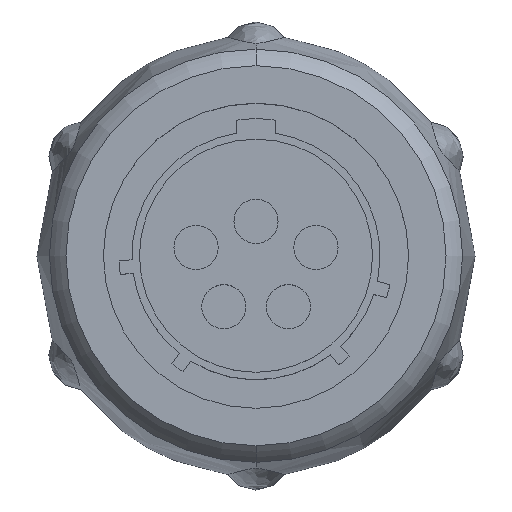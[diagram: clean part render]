
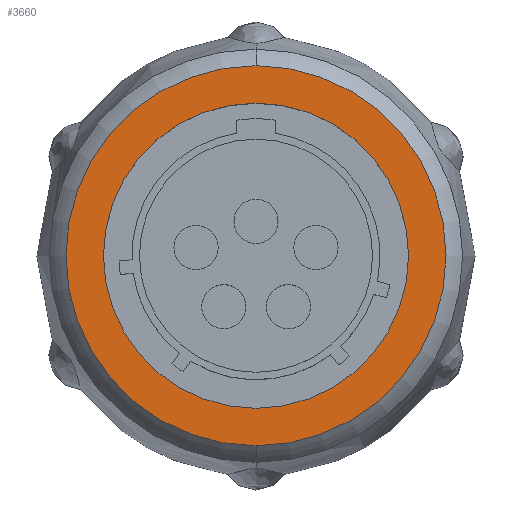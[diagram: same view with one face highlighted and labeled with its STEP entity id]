
A CAD part, top view. The second image highlights one B-rep face of the part: STEP entity #3660.
In plain terms, the highlighted planar face has unit normal (0, 0, 1).
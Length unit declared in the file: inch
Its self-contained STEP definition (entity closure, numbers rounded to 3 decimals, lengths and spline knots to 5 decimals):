
#1315=CARTESIAN_POINT('',(0.,0.,0.94488));
#1316=DIRECTION('',(0.,0.,1.));
#1317=DIRECTION('',(0.,1.,0.));
#1318=AXIS2_PLACEMENT_3D('',#1315,#1316,#1317);
#1320=CARTESIAN_POINT('',(0.,0.,0.94488));
#1321=DIRECTION('',(0.,0.,-1.));
#1322=DIRECTION('',(0.,1.,0.));
#1323=AXIS2_PLACEMENT_3D('',#1320,#1321,#1322);
#1325=CARTESIAN_POINT('',(0.,0.,0.94488));
#1326=DIRECTION('',(0.,0.,-1.));
#1327=DIRECTION('',(0.,1.,0.));
#1328=AXIS2_PLACEMENT_3D('',#1325,#1326,#1327);
#1338=CARTESIAN_POINT('',(0.,0.,0.94488));
#1339=DIRECTION('',(0.,0.,1.));
#1340=DIRECTION('',(0.,1.,0.));
#1341=AXIS2_PLACEMENT_3D('',#1338,#1339,#1340);
#2696=CARTESIAN_POINT('',(0.,0.55145,0.94488));
#2698=VERTEX_POINT('',#2696);
#2699=CARTESIAN_POINT('',(0.,0.44272,0.94488));
#2701=VERTEX_POINT('',#2699);
#2712=CARTESIAN_POINT('',(0.,-0.55145,0.94488));
#2714=VERTEX_POINT('',#2712);
#2715=CARTESIAN_POINT('',(0.,-0.44272,0.94488));
#2717=VERTEX_POINT('',#2715);
#3645=CARTESIAN_POINT('',(0.,0.,0.94488));
#3646=DIRECTION('',(0.,0.,-1.));
#3647=DIRECTION('',(0.,-1.,0.));
#3648=AXIS2_PLACEMENT_3D('',#3645,#3646,#3647);
#3649=PLANE('',#3648);
#3650=ORIENTED_EDGE('',*,*,#3638,.F.);
#3651=ORIENTED_EDGE('',*,*,#3627,.T.);
#3652=EDGE_LOOP('',(#3650,#3651));
#3653=FACE_OUTER_BOUND('',#3652,.F.);
#3655=ORIENTED_EDGE('',*,*,#3654,.F.);
#3657=ORIENTED_EDGE('',*,*,#3656,.T.);
#3658=EDGE_LOOP('',(#3655,#3657));
#3659=FACE_BOUND('',#3658,.F.);
#3660=ADVANCED_FACE('',(#3653,#3659),#3649,.F.);
#1319=CIRCLE('',#1318,0.55145);
#1324=CIRCLE('',#1323,0.55145);
#1329=CIRCLE('',#1328,0.44272);
#1342=CIRCLE('',#1341,0.44272);
#3627=EDGE_CURVE('',#2698,#2714,#1324,.T.);
#3638=EDGE_CURVE('',#2698,#2714,#1319,.T.);
#3654=EDGE_CURVE('',#2701,#2717,#1329,.T.);
#3656=EDGE_CURVE('',#2701,#2717,#1342,.T.);
